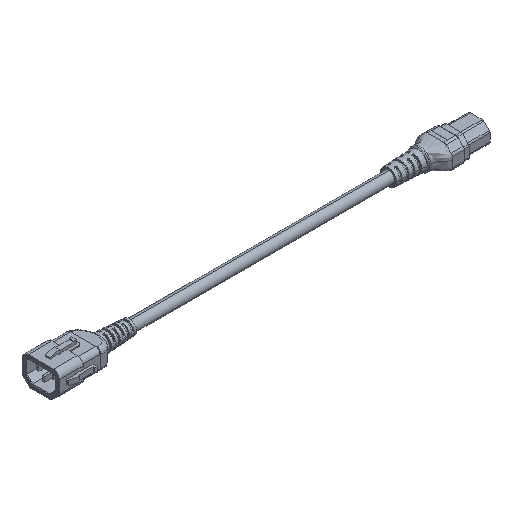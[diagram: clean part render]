
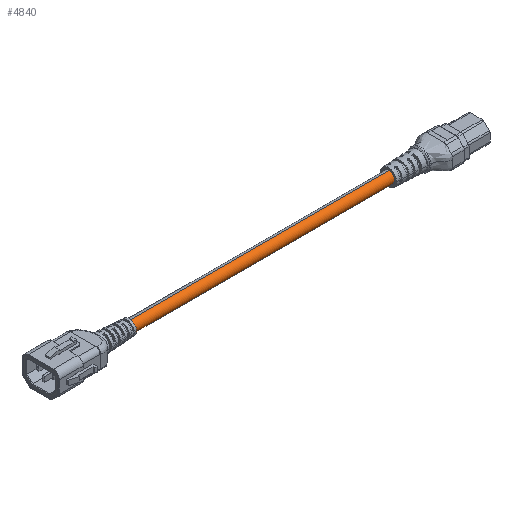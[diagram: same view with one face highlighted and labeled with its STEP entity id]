
A CAD part, isometric view. The second image highlights one B-rep face of the part: STEP entity #4840.
In plain terms, the highlighted cylindrical face has radius 4.6 mm (diameter 9.2 mm), a partial arc.
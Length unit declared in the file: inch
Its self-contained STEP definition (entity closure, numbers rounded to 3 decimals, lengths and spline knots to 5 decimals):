
#138 = EDGE_CURVE ( 'NONE', #9880, #12680, #13149, .T. ) ;
#139 = CARTESIAN_POINT ( 'NONE',  ( 0.1811, 0., -10. ) ) ;
#160 = CYLINDRICAL_SURFACE ( 'NONE', #10249, 0.1811 ) ;
#183 = DIRECTION ( 'NONE',  ( 0., 0., 1. ) ) ;
#383 = CARTESIAN_POINT ( 'NONE',  ( 0.1811, 0., 0. ) ) ;
#456 = VERTEX_POINT ( 'NONE', #9273 ) ;
#3524 = CARTESIAN_POINT ( 'NONE',  ( -0.1811, 0., 0. ) ) ;
#3780 = AXIS2_PLACEMENT_3D ( 'NONE', #11424, #8136, #12526 ) ;
#3987 = CIRCLE ( 'NONE', #6122, 0.1811 ) ;
#4295 = EDGE_CURVE ( 'NONE', #456, #5189, #11615, .T. ) ;
#4840 = ADVANCED_FACE ( 'NONE', ( #12636 ), #160, .T. ) ;
#4904 = ORIENTED_EDGE ( 'NONE', *, *, #5182, .T. ) ;
#5182 = EDGE_CURVE ( 'NONE', #456, #9880, #10964, .T. ) ;
#5189 = VERTEX_POINT ( 'NONE', #3524 ) ;
#5754 = EDGE_CURVE ( 'NONE', #5189, #12680, #3987, .T. ) ;
#5921 = DIRECTION ( 'NONE',  ( 1., 0., 0. ) ) ;
#6122 = AXIS2_PLACEMENT_3D ( 'NONE', #10363, #183, #12580 ) ;
#6153 = CARTESIAN_POINT ( 'NONE',  ( -0.1811, 0., -10. ) ) ;
#6352 = ORIENTED_EDGE ( 'NONE', *, *, #4295, .F. ) ;
#7106 = ORIENTED_EDGE ( 'NONE', *, *, #138, .T. ) ;
#8117 = DIRECTION ( 'NONE',  ( 0., 0., 1. ) ) ;
#8136 = DIRECTION ( 'NONE',  ( 0., 0., 1. ) ) ;
#8558 = VECTOR ( 'NONE', #8117, 39.37008 ) ;
#8686 = DIRECTION ( 'NONE',  ( 0., 0., 1. ) ) ;
#8796 = EDGE_LOOP ( 'NONE', ( #6352, #4904, #7106, #9597 ) ) ;
#9273 = CARTESIAN_POINT ( 'NONE',  ( -0.1811, 0., -10. ) ) ;
#9597 = ORIENTED_EDGE ( 'NONE', *, *, #5754, .F. ) ;
#9880 = VERTEX_POINT ( 'NONE', #139 ) ;
#10249 = AXIS2_PLACEMENT_3D ( 'NONE', #12712, #12928, #5921 ) ;
#10363 = CARTESIAN_POINT ( 'NONE',  ( 0., 0., 0. ) ) ;
#10964 = CIRCLE ( 'NONE', #3780, 0.1811 ) ;
#11424 = CARTESIAN_POINT ( 'NONE',  ( 0., 0., -10. ) ) ;
#11615 = LINE ( 'NONE', #6153, #8558 ) ;
#12388 = VECTOR ( 'NONE', #8686, 39.37008 ) ;
#12526 = DIRECTION ( 'NONE',  ( 1., 0., 0. ) ) ;
#12580 = DIRECTION ( 'NONE',  ( 1., 0., 0. ) ) ;
#12636 = FACE_OUTER_BOUND ( 'NONE', #8796, .T. ) ;
#12680 = VERTEX_POINT ( 'NONE', #383 ) ;
#12712 = CARTESIAN_POINT ( 'NONE',  ( 0., 0., -10. ) ) ;
#12928 = DIRECTION ( 'NONE',  ( 0., 0., 1. ) ) ;
#13149 = LINE ( 'NONE', #14252, #12388 ) ;
#14252 = CARTESIAN_POINT ( 'NONE',  ( 0.1811, 0., -10. ) ) ;
